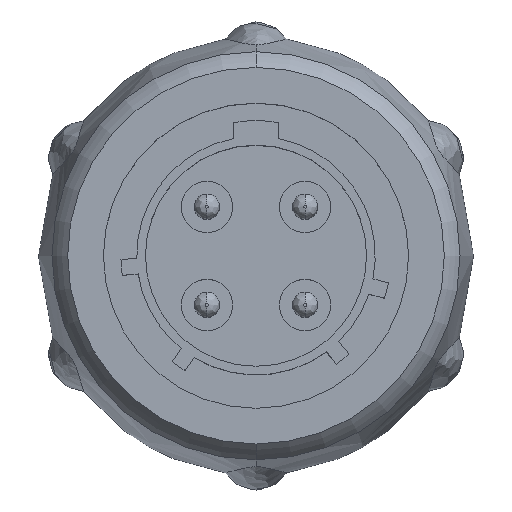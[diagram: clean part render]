
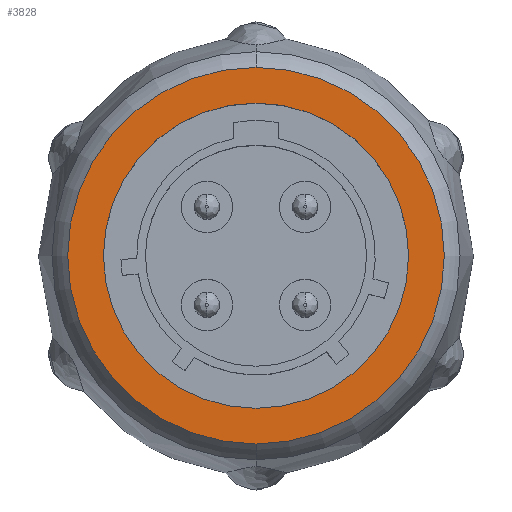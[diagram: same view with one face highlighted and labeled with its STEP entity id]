
A CAD part, top view. The second image highlights one B-rep face of the part: STEP entity #3828.
In plain terms, the highlighted planar face has unit normal (0, 0, 1).
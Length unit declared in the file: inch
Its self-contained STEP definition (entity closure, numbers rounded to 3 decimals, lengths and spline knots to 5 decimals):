
#1303=CARTESIAN_POINT('',(0.,0.,0.85236));
#1304=DIRECTION('',(0.,0.,1.));
#1305=DIRECTION('',(0.,1.,0.));
#1306=AXIS2_PLACEMENT_3D('',#1303,#1304,#1305);
#1308=CARTESIAN_POINT('',(0.,0.,0.85236));
#1309=DIRECTION('',(0.,0.,-1.));
#1310=DIRECTION('',(0.,1.,0.));
#1311=AXIS2_PLACEMENT_3D('',#1308,#1309,#1310);
#1313=CARTESIAN_POINT('',(0.,0.,0.85236));
#1314=DIRECTION('',(0.,0.,-1.));
#1315=DIRECTION('',(0.,1.,0.));
#1316=AXIS2_PLACEMENT_3D('',#1313,#1314,#1315);
#1326=CARTESIAN_POINT('',(0.,0.,0.85236));
#1327=DIRECTION('',(0.,0.,1.));
#1328=DIRECTION('',(0.,1.,0.));
#1329=AXIS2_PLACEMENT_3D('',#1326,#1327,#1328);
#2832=CARTESIAN_POINT('',(0.,0.46989,0.85236));
#2834=VERTEX_POINT('',#2832);
#2835=CARTESIAN_POINT('',(0.,0.38071,0.85236));
#2837=VERTEX_POINT('',#2835);
#2848=CARTESIAN_POINT('',(0.,-0.46989,0.85236));
#2850=VERTEX_POINT('',#2848);
#2851=CARTESIAN_POINT('',(0.,-0.38071,0.85236));
#2853=VERTEX_POINT('',#2851);
#3813=CARTESIAN_POINT('',(0.,0.,0.85236));
#3814=DIRECTION('',(0.,0.,-1.));
#3815=DIRECTION('',(0.,-1.,0.));
#3816=AXIS2_PLACEMENT_3D('',#3813,#3814,#3815);
#3817=PLANE('',#3816);
#3818=ORIENTED_EDGE('',*,*,#3806,.F.);
#3819=ORIENTED_EDGE('',*,*,#3795,.T.);
#3820=EDGE_LOOP('',(#3818,#3819));
#3821=FACE_OUTER_BOUND('',#3820,.F.);
#3823=ORIENTED_EDGE('',*,*,#3822,.F.);
#3825=ORIENTED_EDGE('',*,*,#3824,.T.);
#3826=EDGE_LOOP('',(#3823,#3825));
#3827=FACE_BOUND('',#3826,.F.);
#3828=ADVANCED_FACE('',(#3821,#3827),#3817,.F.);
#1307=CIRCLE('',#1306,0.46989);
#1312=CIRCLE('',#1311,0.46989);
#1317=CIRCLE('',#1316,0.38071);
#1330=CIRCLE('',#1329,0.38071);
#3795=EDGE_CURVE('',#2834,#2850,#1312,.T.);
#3806=EDGE_CURVE('',#2834,#2850,#1307,.T.);
#3822=EDGE_CURVE('',#2837,#2853,#1317,.T.);
#3824=EDGE_CURVE('',#2837,#2853,#1330,.T.);
